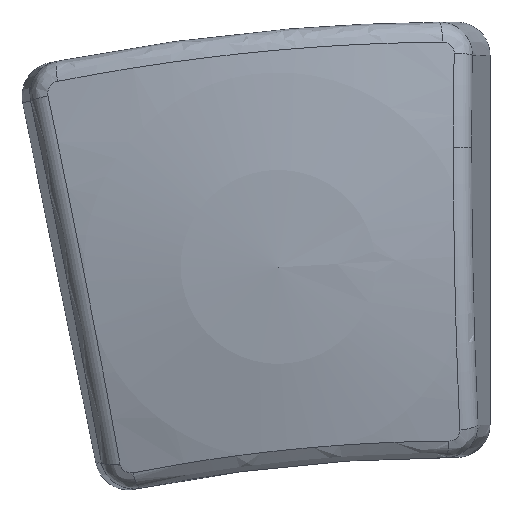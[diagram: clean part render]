
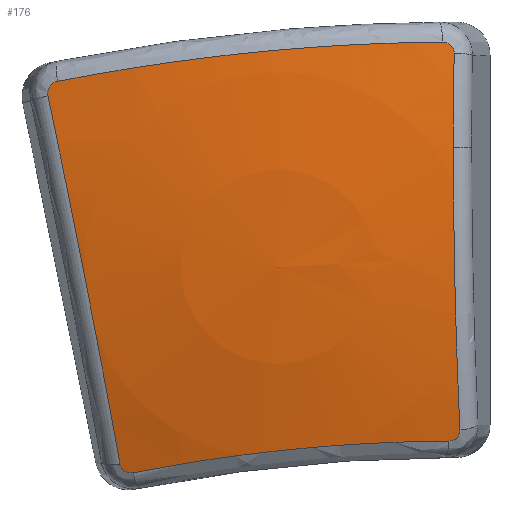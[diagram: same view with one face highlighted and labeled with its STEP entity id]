
A CAD part, top view. The second image highlights one B-rep face of the part: STEP entity #176.
In plain terms, the highlighted spherical face has radius 52.511 mm.
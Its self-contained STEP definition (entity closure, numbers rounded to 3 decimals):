
#27=CARTESIAN_POINT('',(210.975,-77.391,-44.056));
#28=DIRECTION('',(0.005,-0.104,0.995));
#29=DIRECTION('',(0.999,0.052,-0.));
#30=AXIS2_PLACEMENT_3D('',#27,#28,#29);
#31=SPHERICAL_SURFACE('',#30,52.511);
#32=CARTESIAN_POINT('',(211.262,-82.873,8.167));
#33=VERTEX_POINT('',#32);
#34=CARTESIAN_POINT('',(219.307,-82.386,7.548));
#35=VERTEX_POINT('',#34);
#36=CARTESIAN_POINT('',(210.975,-77.391,-44.056));
#37=DIRECTION('',(-0.052,0.993,0.105));
#38=DIRECTION('',(0.999,0.052,-0.));
#39=AXIS2_PLACEMENT_3D('',#36,#37,#38);
#40=CIRCLE('',#39,52.511);
#41=EDGE_CURVE('',#33,#35,#40,.T.);
#42=ORIENTED_EDGE('',*,*,#41,.T.);
#43=CARTESIAN_POINT('',(219.264,-77.391,7.796));
#44=VERTEX_POINT('',#43);
#45=CARTESIAN_POINT('',(227.881,-77.391,-41.075));
#46=DIRECTION('',(-0.985,-0.,-0.174));
#47=DIRECTION('',(-0.174,0.,0.985));
#48=AXIS2_PLACEMENT_3D('',#45,#46,#47);
#49=CIRCLE('',#48,49.626);
#50=EDGE_CURVE('',#35,#44,#49,.T.);
#51=ORIENTED_EDGE('',*,*,#50,.T.);
#52=CARTESIAN_POINT('',(219.296,-73.095,7.613));
#53=VERTEX_POINT('',#52);
#54=CARTESIAN_POINT('',(227.881,-77.391,-41.075));
#55=DIRECTION('',(-0.985,-0.,-0.174));
#56=DIRECTION('',(-0.174,0.,0.985));
#57=AXIS2_PLACEMENT_3D('',#54,#55,#56);
#58=CIRCLE('',#57,49.626);
#59=EDGE_CURVE('',#44,#53,#58,.T.);
#60=ORIENTED_EDGE('',*,*,#59,.T.);
#61=CARTESIAN_POINT('',(218.767,-72.586,7.651));
#62=VERTEX_POINT('',#61);
#63=CARTESIAN_POINT('',(219.296,-73.095,7.613));
#64=CARTESIAN_POINT('',(219.297,-73.026,7.607));
#65=CARTESIAN_POINT('',(219.283,-72.957,7.603));
#66=CARTESIAN_POINT('',(219.256,-72.895,7.602));
#67=CARTESIAN_POINT('',(219.229,-72.832,7.601));
#68=CARTESIAN_POINT('',(219.189,-72.775,7.603));
#69=CARTESIAN_POINT('',(219.139,-72.728,7.606));
#70=CARTESIAN_POINT('',(219.089,-72.682,7.61));
#71=CARTESIAN_POINT('',(219.03,-72.645,7.616));
#72=CARTESIAN_POINT('',(218.966,-72.621,7.623));
#73=CARTESIAN_POINT('',(218.902,-72.597,7.631));
#74=CARTESIAN_POINT('',(218.835,-72.585,7.64));
#75=CARTESIAN_POINT('',(218.767,-72.586,7.651));
#76=B_SPLINE_CURVE_WITH_KNOTS('',3,(#63,#64,#65,#66,#67,#68,#69,#70,#71,#72,#73,#74,#75),.UNSPECIFIED.,.F.,.F.,(4,3,3,3,4),(-0.,0.,0.,0.001,0.001),.UNSPECIFIED.);
#77=EDGE_CURVE('',#53,#62,#76,.T.);
#78=ORIENTED_EDGE('',*,*,#77,.T.);
#79=CARTESIAN_POINT('',(201.188,-74.381,7.447));
#80=VERTEX_POINT('',#79);
#81=CARTESIAN_POINT('',(218.767,-72.586,7.651));
#82=CARTESIAN_POINT('',(215.804,-72.615,8.1));
#83=CARTESIAN_POINT('',(212.858,-72.78,8.301));
#84=CARTESIAN_POINT('',(209.928,-73.08,8.267));
#85=CARTESIAN_POINT('',(206.998,-73.379,8.233));
#86=CARTESIAN_POINT('',(204.085,-73.813,7.964));
#87=CARTESIAN_POINT('',(201.188,-74.381,7.447));
#88=B_SPLINE_CURVE_WITH_KNOTS('',3,(#81,#82,#83,#84,#85,#86,#87),.UNSPECIFIED.,.F.,.F.,(4,3,4),(0.,0.009,0.017),.UNSPECIFIED.);
#89=EDGE_CURVE('',#62,#80,#88,.T.);
#90=ORIENTED_EDGE('',*,*,#89,.T.);
#91=CARTESIAN_POINT('',(200.744,-75.038,7.395));
#92=VERTEX_POINT('',#91);
#93=CARTESIAN_POINT('',(201.188,-74.381,7.447));
#94=CARTESIAN_POINT('',(201.116,-74.396,7.434));
#95=CARTESIAN_POINT('',(201.047,-74.423,7.422));
#96=CARTESIAN_POINT('',(200.986,-74.463,7.413));
#97=CARTESIAN_POINT('',(200.925,-74.503,7.403));
#98=CARTESIAN_POINT('',(200.871,-74.555,7.395));
#99=CARTESIAN_POINT('',(200.829,-74.616,7.391));
#100=CARTESIAN_POINT('',(200.788,-74.676,7.386));
#101=CARTESIAN_POINT('',(200.758,-74.746,7.383));
#102=CARTESIAN_POINT('',(200.743,-74.818,7.384));
#103=CARTESIAN_POINT('',(200.729,-74.89,7.385));
#104=CARTESIAN_POINT('',(200.729,-74.965,7.388));
#105=CARTESIAN_POINT('',(200.744,-75.038,7.395));
#106=B_SPLINE_CURVE_WITH_KNOTS('',3,(#93,#94,#95,#96,#97,#98,#99,#100,#101,#102,#103,#104,#105),.UNSPECIFIED.,.F.,.F.,(4,3,3,3,4),(0.,0.,0.,0.001,0.001),.UNSPECIFIED.);
#107=EDGE_CURVE('',#80,#92,#106,.T.);
#108=ORIENTED_EDGE('',*,*,#107,.T.);
#109=CARTESIAN_POINT('',(204.036,-91.852,5.945));
#110=VERTEX_POINT('',#109);
#111=CARTESIAN_POINT('',(197.305,-80.173,-42.836));
#112=DIRECTION('',(0.976,0.199,-0.087));
#113=DIRECTION('',(-0.199,0.98,-0.));
#114=AXIS2_PLACEMENT_3D('',#111,#112,#113);
#115=CIRCLE('',#114,50.61);
#116=EDGE_CURVE('',#92,#110,#115,.T.);
#117=ORIENTED_EDGE('',*,*,#116,.T.);
#118=CARTESIAN_POINT('',(204.632,-92.251,5.907));
#119=VERTEX_POINT('',#118);
#120=CARTESIAN_POINT('',(204.036,-91.852,5.945));
#121=CARTESIAN_POINT('',(204.048,-91.917,5.928));
#122=CARTESIAN_POINT('',(204.072,-91.979,5.913));
#123=CARTESIAN_POINT('',(204.108,-92.035,5.902));
#124=CARTESIAN_POINT('',(204.144,-92.09,5.891));
#125=CARTESIAN_POINT('',(204.192,-92.139,5.883));
#126=CARTESIAN_POINT('',(204.248,-92.176,5.88));
#127=CARTESIAN_POINT('',(204.304,-92.213,5.876));
#128=CARTESIAN_POINT('',(204.367,-92.239,5.877));
#129=CARTESIAN_POINT('',(204.433,-92.252,5.882));
#130=CARTESIAN_POINT('',(204.499,-92.264,5.887));
#131=CARTESIAN_POINT('',(204.566,-92.264,5.895));
#132=CARTESIAN_POINT('',(204.632,-92.251,5.907));
#133=B_SPLINE_CURVE_WITH_KNOTS('',3,(#120,#121,#122,#123,#124,#125,#126,#127,#128,#129,#130,#131,#132),.UNSPECIFIED.,.F.,.F.,(4,3,3,3,4),(0.,0.,0.,0.001,0.001),.UNSPECIFIED.);
#134=EDGE_CURVE('',#110,#119,#133,.T.);
#135=ORIENTED_EDGE('',*,*,#134,.T.);
#136=CARTESIAN_POINT('',(219.055,-90.803,6.066));
#137=VERTEX_POINT('',#136);
#138=CARTESIAN_POINT('',(204.632,-92.251,5.907));
#139=CARTESIAN_POINT('',(207.009,-91.786,6.347));
#140=CARTESIAN_POINT('',(209.399,-91.433,6.576));
#141=CARTESIAN_POINT('',(211.803,-91.192,6.602));
#142=CARTESIAN_POINT('',(214.207,-90.95,6.629));
#143=CARTESIAN_POINT('',(216.624,-90.82,6.453));
#144=CARTESIAN_POINT('',(219.055,-90.803,6.066));
#145=B_SPLINE_CURVE_WITH_KNOTS('',3,(#138,#139,#140,#141,#142,#143,#144),.UNSPECIFIED.,.F.,.F.,(4,3,4),(0.,0.007,0.014),.UNSPECIFIED.);
#146=EDGE_CURVE('',#119,#137,#145,.T.);
#147=ORIENTED_EDGE('',*,*,#146,.T.);
#148=CARTESIAN_POINT('',(219.56,-90.294,6.116));
#149=VERTEX_POINT('',#148);
#150=CARTESIAN_POINT('',(219.055,-90.803,6.066));
#151=CARTESIAN_POINT('',(219.122,-90.803,6.055));
#152=CARTESIAN_POINT('',(219.189,-90.79,6.048));
#153=CARTESIAN_POINT('',(219.252,-90.765,6.044));
#154=CARTESIAN_POINT('',(219.314,-90.74,6.04));
#155=CARTESIAN_POINT('',(219.373,-90.702,6.041));
#156=CARTESIAN_POINT('',(219.42,-90.655,6.045));
#157=CARTESIAN_POINT('',(219.468,-90.607,6.05));
#158=CARTESIAN_POINT('',(219.505,-90.55,6.059));
#159=CARTESIAN_POINT('',(219.529,-90.488,6.071));
#160=CARTESIAN_POINT('',(219.553,-90.426,6.083));
#161=CARTESIAN_POINT('',(219.563,-90.359,6.098));
#162=CARTESIAN_POINT('',(219.56,-90.294,6.116));
#163=B_SPLINE_CURVE_WITH_KNOTS('',3,(#150,#151,#152,#153,#154,#155,#156,#157,#158,#159,#160,#161,#162),.UNSPECIFIED.,.F.,.F.,(4,3,3,3,4),(0.,0.,0.,0.001,0.001),.UNSPECIFIED.);
#164=EDGE_CURVE('',#137,#149,#163,.T.);
#165=ORIENTED_EDGE('',*,*,#164,.T.);
#166=CARTESIAN_POINT('',(227.881,-77.391,-41.075));
#167=DIRECTION('',(-0.985,-0.,-0.174));
#168=DIRECTION('',(-0.174,0.,0.985));
#169=AXIS2_PLACEMENT_3D('',#166,#167,#168);
#170=CIRCLE('',#169,49.626);
#171=EDGE_CURVE('',#149,#35,#170,.T.);
#172=ORIENTED_EDGE('',*,*,#171,.T.);
#173=ORIENTED_EDGE('',*,*,#41,.F.);
#174=EDGE_LOOP('',(#42,#51,#60,#78,#90,#108,#117,#135,#147,#165,#172,#173));
#175=FACE_BOUND('',#174,.T.);
#176=ADVANCED_FACE('',(#175),#31,.T.);
